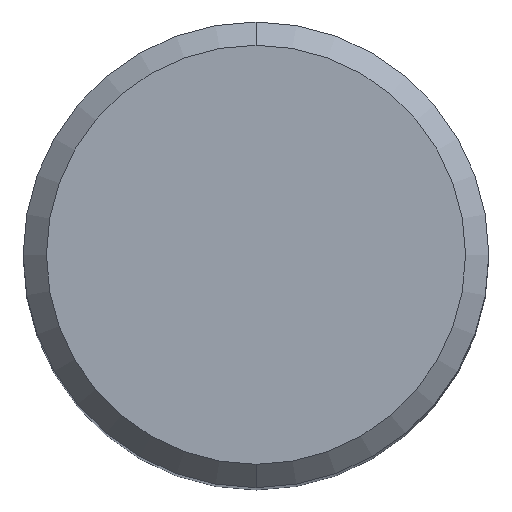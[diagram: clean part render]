
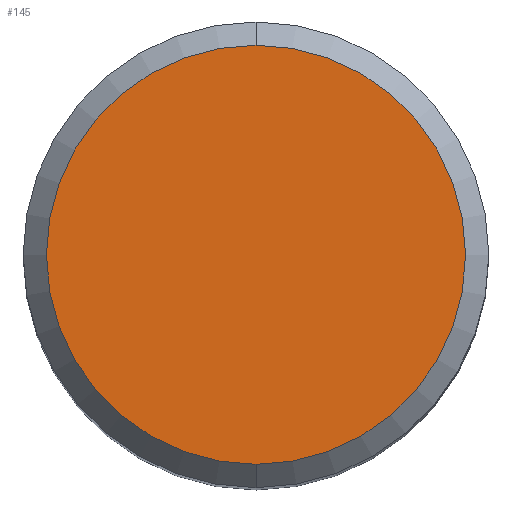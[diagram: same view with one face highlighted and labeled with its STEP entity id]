
A CAD part, top view. The second image highlights one B-rep face of the part: STEP entity #145.
In plain terms, the highlighted planar face has unit normal (0, 0, 1).
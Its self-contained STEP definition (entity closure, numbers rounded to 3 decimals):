
#111=EDGE_CURVE('',#209,#205,#263,.T.);
#145=ADVANCED_FACE('',(#302),#303,.T.);
#165=EDGE_CURVE('',#205,#209,#324,.T.);
#205=VERTEX_POINT('',#367);
#209=VERTEX_POINT('',#372);
#263=CIRCLE('',#431,7.2);
#302=FACE_OUTER_BOUND('',#479,.T.);
#303=PLANE('',#480);
#324=CIRCLE('',#506,7.2);
#367=CARTESIAN_POINT('',(0.0,7.2,0.));
#372=CARTESIAN_POINT('',(0.,-7.2,0.));
#431=AXIS2_PLACEMENT_3D('',#615,#616,#617);
#479=EDGE_LOOP('',(#673,#674));
#480=AXIS2_PLACEMENT_3D('',#675,#676,#677);
#506=AXIS2_PLACEMENT_3D('',#697,#698,#699);
#615=CARTESIAN_POINT('',(0.0,0.0,0.));
#616=DIRECTION('',(0.0,0.0,-1.0));
#617=DIRECTION('',(0.0,1.0,0.0));
#673=ORIENTED_EDGE('',*,*,#165,.F.);
#674=ORIENTED_EDGE('',*,*,#111,.F.);
#675=CARTESIAN_POINT('',(0.0,3.6,0.));
#676=DIRECTION('',(-0.0,0.0,1.0));
#677=DIRECTION('',(0.0,-1.0,0.0));
#697=CARTESIAN_POINT('',(0.0,0.0,0.));
#698=DIRECTION('',(0.0,0.0,-1.0));
#699=DIRECTION('',(0.0,1.0,0.0));
